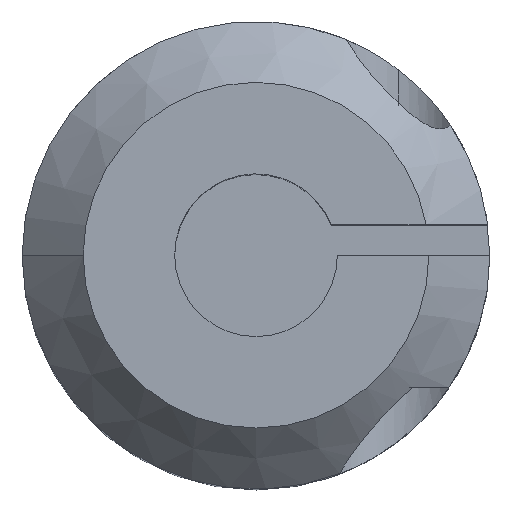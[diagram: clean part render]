
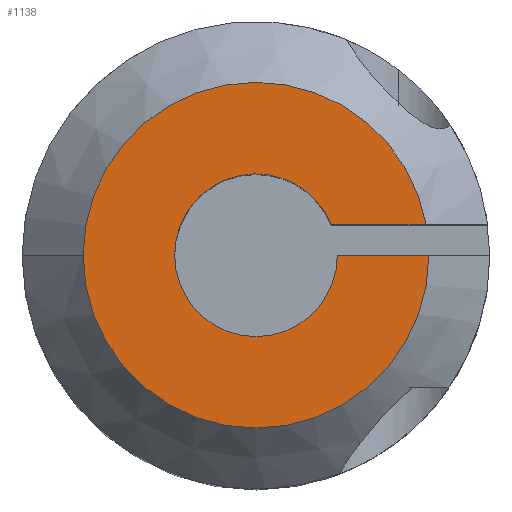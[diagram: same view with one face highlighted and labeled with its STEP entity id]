
A CAD part, top view. The second image highlights one B-rep face of the part: STEP entity #1138.
In plain terms, the highlighted planar face has unit normal (0, 0, 1).
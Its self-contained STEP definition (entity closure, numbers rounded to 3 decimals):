
#108 = CIRCLE ( 'NONE', #1352, 4. ) ;
#119 = VERTEX_POINT ( 'NONE', #294 ) ;
#133 = VERTEX_POINT ( 'NONE', #675 ) ;
#191 = EDGE_CURVE ( 'NONE', #702, #1349, #1464, .T. ) ;
#269 = CARTESIAN_POINT ( 'NONE',  ( 0., 0., 20. ) ) ;
#284 = EDGE_CURVE ( 'NONE', #119, #1349, #852, .T. ) ;
#294 = CARTESIAN_POINT ( 'NONE',  ( -8.5, 0., 20. ) ) ;
#315 = CARTESIAN_POINT ( 'NONE',  ( 0., 0., 20. ) ) ;
#321 = DIRECTION ( 'NONE',  ( 1., 0., 0. ) ) ;
#363 = VERTEX_POINT ( 'NONE', #618 ) ;
#425 = CIRCLE ( 'NONE', #556, 8.5 ) ;
#449 = EDGE_LOOP ( 'NONE', ( #991, #724, #1236, #1306, #1501, #1098 ) ) ;
#458 = DIRECTION ( 'NONE',  ( 1., 0., 0. ) ) ;
#466 = DIRECTION ( 'NONE',  ( 1., 0., 0. ) ) ;
#531 = PLANE ( 'NONE',  #1383 ) ;
#556 = AXIS2_PLACEMENT_3D ( 'NONE', #715, #1449, #1216 ) ;
#618 = CARTESIAN_POINT ( 'NONE',  ( 3.708, 1.5, 20. ) ) ;
#620 = EDGE_CURVE ( 'NONE', #363, #133, #1453, .T. ) ;
#651 = DIRECTION ( 'NONE',  ( 0., 0., 1. ) ) ;
#670 = VECTOR ( 'NONE', #321, 1000. ) ;
#675 = CARTESIAN_POINT ( 'NONE',  ( 8.367, 1.5, 20. ) ) ;
#702 = VERTEX_POINT ( 'NONE', #1348 ) ;
#715 = CARTESIAN_POINT ( 'NONE',  ( 0., 0., 20. ) ) ;
#724 = ORIENTED_EDGE ( 'NONE', *, *, #1271, .T. ) ;
#799 = DIRECTION ( 'NONE',  ( 1., 0., 0. ) ) ;
#807 = CARTESIAN_POINT ( 'NONE',  ( 0., 0., 20. ) ) ;
#852 = CIRCLE ( 'NONE', #1066, 8.5 ) ;
#972 = DIRECTION ( 'NONE',  ( 1., 0., 0. ) ) ;
#977 = CARTESIAN_POINT ( 'NONE',  ( 8.5, 0., 20. ) ) ;
#991 = ORIENTED_EDGE ( 'NONE', *, *, #620, .T. ) ;
#1030 = FACE_OUTER_BOUND ( 'NONE', #449, .T. ) ;
#1064 = AXIS2_PLACEMENT_3D ( 'NONE', #807, #651, #799 ) ;
#1066 = AXIS2_PLACEMENT_3D ( 'NONE', #315, #1607, #466 ) ;
#1078 = CARTESIAN_POINT ( 'NONE',  ( 0., 1.5, 20. ) ) ;
#1095 = EDGE_CURVE ( 'NONE', #363, #1648, #108, .T. ) ;
#1098 = ORIENTED_EDGE ( 'NONE', *, *, #1095, .F. ) ;
#1103 = CARTESIAN_POINT ( 'NONE',  ( 0., 0., 20. ) ) ;
#1138 = ADVANCED_FACE ( 'NONE', ( #1030 ), #531, .T. ) ;
#1155 = EDGE_CURVE ( 'NONE', #1648, #702, #1593, .T. ) ;
#1173 = DIRECTION ( 'NONE',  ( 1., 0., 0. ) ) ;
#1216 = DIRECTION ( 'NONE',  ( 1., 0., 0. ) ) ;
#1236 = ORIENTED_EDGE ( 'NONE', *, *, #284, .T. ) ;
#1271 = EDGE_CURVE ( 'NONE', #133, #119, #425, .T. ) ;
#1306 = ORIENTED_EDGE ( 'NONE', *, *, #191, .F. ) ;
#1348 = CARTESIAN_POINT ( 'NONE',  ( 4., 0., 20. ) ) ;
#1349 = VERTEX_POINT ( 'NONE', #977 ) ;
#1352 = AXIS2_PLACEMENT_3D ( 'NONE', #1103, #1610, #972 ) ;
#1383 = AXIS2_PLACEMENT_3D ( 'NONE', #269, #1548, #1173 ) ;
#1447 = CARTESIAN_POINT ( 'NONE',  ( -4., 0., 20. ) ) ;
#1449 = DIRECTION ( 'NONE',  ( 0., 0., 1. ) ) ;
#1453 = LINE ( 'NONE', #1078, #670 ) ;
#1464 = LINE ( 'NONE', #1585, #1465 ) ;
#1465 = VECTOR ( 'NONE', #458, 1000. ) ;
#1501 = ORIENTED_EDGE ( 'NONE', *, *, #1155, .F. ) ;
#1548 = DIRECTION ( 'NONE',  ( 0., 0., 1. ) ) ;
#1585 = CARTESIAN_POINT ( 'NONE',  ( 0., 0., 20. ) ) ;
#1593 = CIRCLE ( 'NONE', #1064, 4. ) ;
#1607 = DIRECTION ( 'NONE',  ( 0., 0., 1. ) ) ;
#1610 = DIRECTION ( 'NONE',  ( 0., 0., 1. ) ) ;
#1648 = VERTEX_POINT ( 'NONE', #1447 ) ;
